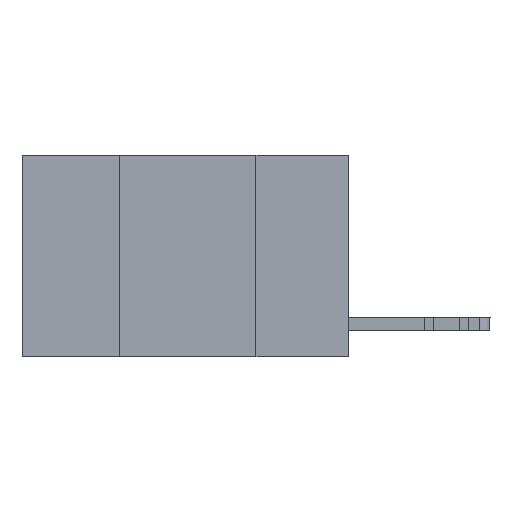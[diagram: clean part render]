
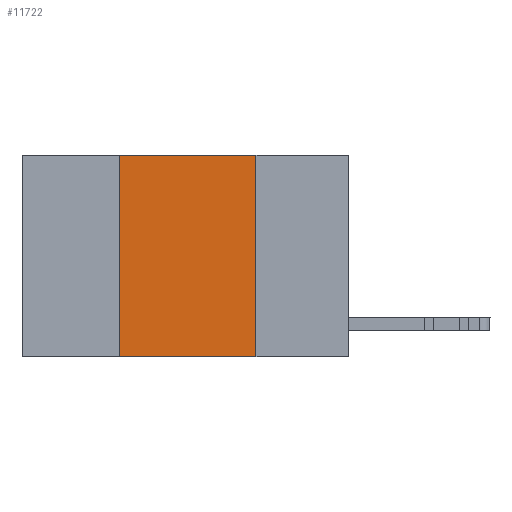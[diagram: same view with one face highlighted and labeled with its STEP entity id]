
A CAD part, left-side view. The second image highlights one B-rep face of the part: STEP entity #11722.
In plain terms, the highlighted planar face has unit normal (-1, 0, 0).
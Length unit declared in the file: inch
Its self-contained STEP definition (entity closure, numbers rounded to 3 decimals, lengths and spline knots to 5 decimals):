
#1120 = FACE_OUTER_BOUND ( 'NONE', #11777, .T. ) ;
#1604 = DIRECTION ( 'NONE',  ( 0., 0., 1. ) ) ;
#1648 = CARTESIAN_POINT ( 'NONE',  ( 0., 0.42, -0.37 ) ) ;
#2139 = PLANE ( 'NONE',  #4025 ) ;
#2505 = EDGE_CURVE ( 'NONE', #6833, #20949, #5419, .T. ) ;
#2784 = ORIENTED_EDGE ( 'NONE', *, *, #17130, .F. ) ;
#3708 = CARTESIAN_POINT ( 'NONE',  ( 0., 0.42, 0. ) ) ;
#4025 = AXIS2_PLACEMENT_3D ( 'NONE', #8508, #17035, #4312 ) ;
#4312 = DIRECTION ( 'NONE',  ( 0., 0., -1. ) ) ;
#5375 = VECTOR ( 'NONE', #17006, 39.37008 ) ;
#5419 = LINE ( 'NONE', #9390, #26665 ) ;
#6040 = LINE ( 'NONE', #21204, #5375 ) ;
#6194 = EDGE_CURVE ( 'NONE', #15885, #20949, #27467, .T. ) ;
#6249 = LINE ( 'NONE', #3708, #27484 ) ;
#6833 = VERTEX_POINT ( 'NONE', #19067 ) ;
#7285 = VERTEX_POINT ( 'NONE', #16249 ) ;
#8508 = CARTESIAN_POINT ( 'NONE',  ( 0., 0.6, 0. ) ) ;
#9127 = ORIENTED_EDGE ( 'NONE', *, *, #6194, .T. ) ;
#9390 = CARTESIAN_POINT ( 'NONE',  ( 0., 0.17, 0. ) ) ;
#10557 = VECTOR ( 'NONE', #14916, 39.37008 ) ;
#10648 = CARTESIAN_POINT ( 'NONE',  ( 0., 0.6, -0.37 ) ) ;
#10878 = EDGE_CURVE ( 'NONE', #15885, #7285, #6249, .T. ) ;
#11677 = CARTESIAN_POINT ( 'NONE',  ( 0., 0.17, -0.37 ) ) ;
#11722 = ADVANCED_FACE ( 'NONE', ( #1120 ), #2139, .F. ) ;
#11777 = EDGE_LOOP ( 'NONE', ( #24729, #2784, #25397, #9127 ) ) ;
#14916 = DIRECTION ( 'NONE',  ( 0., -1., 0. ) ) ;
#15763 = DIRECTION ( 'NONE',  ( 0., 0., -1. ) ) ;
#15885 = VERTEX_POINT ( 'NONE', #1648 ) ;
#16249 = CARTESIAN_POINT ( 'NONE',  ( 0., 0.42, 0. ) ) ;
#17006 = DIRECTION ( 'NONE',  ( 0., -1., 0. ) ) ;
#17035 = DIRECTION ( 'NONE',  ( 1., 0., 0. ) ) ;
#17130 = EDGE_CURVE ( 'NONE', #7285, #6833, #6040, .T. ) ;
#19067 = CARTESIAN_POINT ( 'NONE',  ( 0., 0.17, 0. ) ) ;
#20949 = VERTEX_POINT ( 'NONE', #11677 ) ;
#21204 = CARTESIAN_POINT ( 'NONE',  ( 0., 0.6, 0. ) ) ;
#24729 = ORIENTED_EDGE ( 'NONE', *, *, #2505, .F. ) ;
#25397 = ORIENTED_EDGE ( 'NONE', *, *, #10878, .F. ) ;
#26665 = VECTOR ( 'NONE', #15763, 39.37008 ) ;
#27467 = LINE ( 'NONE', #10648, #10557 ) ;
#27484 = VECTOR ( 'NONE', #1604, 39.37008 ) ;
